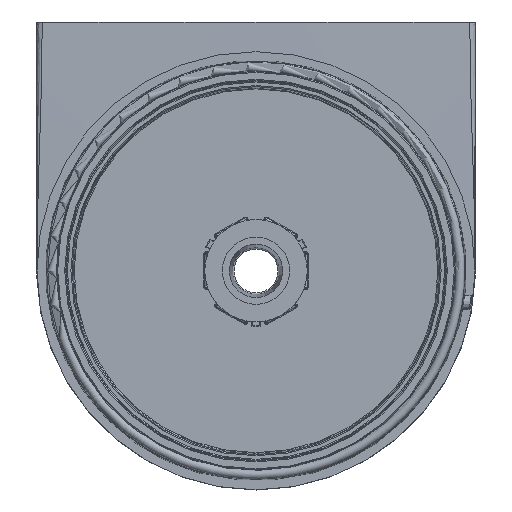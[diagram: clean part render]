
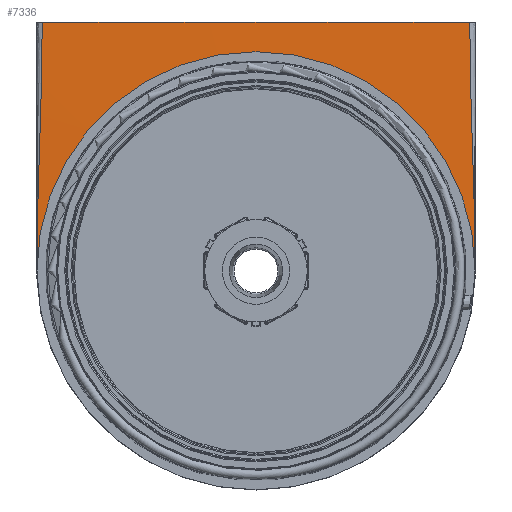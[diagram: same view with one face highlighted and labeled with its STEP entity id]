
A CAD part, top view. The second image highlights one B-rep face of the part: STEP entity #7336.
In plain terms, the highlighted conical face has half-angle 89 degrees and reference radius 77.385 mm.
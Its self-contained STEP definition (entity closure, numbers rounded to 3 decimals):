
#1775=FACE_OUTER_BOUND('',#2254,.T.);
#2254=EDGE_LOOP('',(#6186,#6187,#6188,#6189));
#2330=(
BOUNDED_CURVE()
B_SPLINE_CURVE(2,(#16121,#16122,#16123),.UNSPECIFIED.,.F.,.F.)
B_SPLINE_CURVE_WITH_KNOTS((3,3),(0.112,11.872),
 .UNSPECIFIED.)
CURVE()
GEOMETRIC_REPRESENTATION_ITEM()
RATIONAL_B_SPLINE_CURVE((1.006,1.327,1.006))
REPRESENTATION_ITEM('')
);
#2452=B_SPLINE_CURVE_WITH_KNOTS('',3,(#16115,#16116,#16117,#16118),
 .UNSPECIFIED.,.F.,.F.,(4,4),(0.,6.803),
 .UNSPECIFIED.);
#2453=B_SPLINE_CURVE_WITH_KNOTS('',3,(#16124,#16125,#16126,#16127),
 .UNSPECIFIED.,.F.,.F.,(4,4),(0.,6.803),.UNSPECIFIED.);
#2458=CIRCLE('',#7424,59.885);
#2851=VERTEX_POINT('',#10464);
#2852=VERTEX_POINT('',#10465);
#3373=VERTEX_POINT('',#16047);
#3374=VERTEX_POINT('',#16120);
#3459=EDGE_CURVE('',#2851,#2852,#2458,.T.);
#4342=EDGE_CURVE('',#3373,#2851,#2452,.T.);
#4343=EDGE_CURVE('',#3374,#3373,#2330,.T.);
#4344=EDGE_CURVE('',#2852,#3374,#2453,.T.);
#6186=ORIENTED_EDGE('',*,*,#4342,.F.);
#6187=ORIENTED_EDGE('',*,*,#4343,.F.);
#6188=ORIENTED_EDGE('',*,*,#4344,.F.);
#6189=ORIENTED_EDGE('',*,*,#3459,.F.);
#6536=CONICAL_SURFACE('',#8143,77.385,1.553);
#7336=ADVANCED_FACE('',(#1775),#6536,.T.);
#7424=AXIS2_PLACEMENT_3D('',#10466,#8279,#8280);
#8143=AXIS2_PLACEMENT_3D('',#16119,#10069,#10070);
#8279=DIRECTION('center_axis',(0.,0.,1.));
#8280=DIRECTION('ref_axis',(0.,-1.,0.));
#10069=DIRECTION('center_axis',(0.,0.,-1.));
#10070=DIRECTION('ref_axis',(0.,1.,0.));
#10464=CARTESIAN_POINT('',(59.885,0.,2.5));
#10465=CARTESIAN_POINT('',(-59.885,0.,2.5));
#10466=CARTESIAN_POINT('Origin',(0.,0.,2.5));
#16047=CARTESIAN_POINT('',(58.437,68.,1.98));
#16115=CARTESIAN_POINT('Ctrl Pts',(58.437,68.,1.98));
#16116=CARTESIAN_POINT('Ctrl Pts',(58.437,45.304,2.282));
#16117=CARTESIAN_POINT('Ctrl Pts',(59.885,22.683,2.5));
#16118=CARTESIAN_POINT('Ctrl Pts',(59.885,0.,
2.5));
#16119=CARTESIAN_POINT('Origin',(0.,0.,2.195));
#16120=CARTESIAN_POINT('',(-58.437,68.,1.98));
#16121=CARTESIAN_POINT('Ctrl Pts',(-58.437,68.,1.98));
#16122=CARTESIAN_POINT('Ctrl Pts',(0.,68.,2.645));
#16123=CARTESIAN_POINT('Ctrl Pts',(58.437,68.,1.98));
#16124=CARTESIAN_POINT('Ctrl Pts',(-59.885,0.,
2.5));
#16125=CARTESIAN_POINT('Ctrl Pts',(-59.885,22.683,2.5));
#16126=CARTESIAN_POINT('Ctrl Pts',(-58.438,45.309,2.282));
#16127=CARTESIAN_POINT('Ctrl Pts',(-58.437,68.,1.98));
